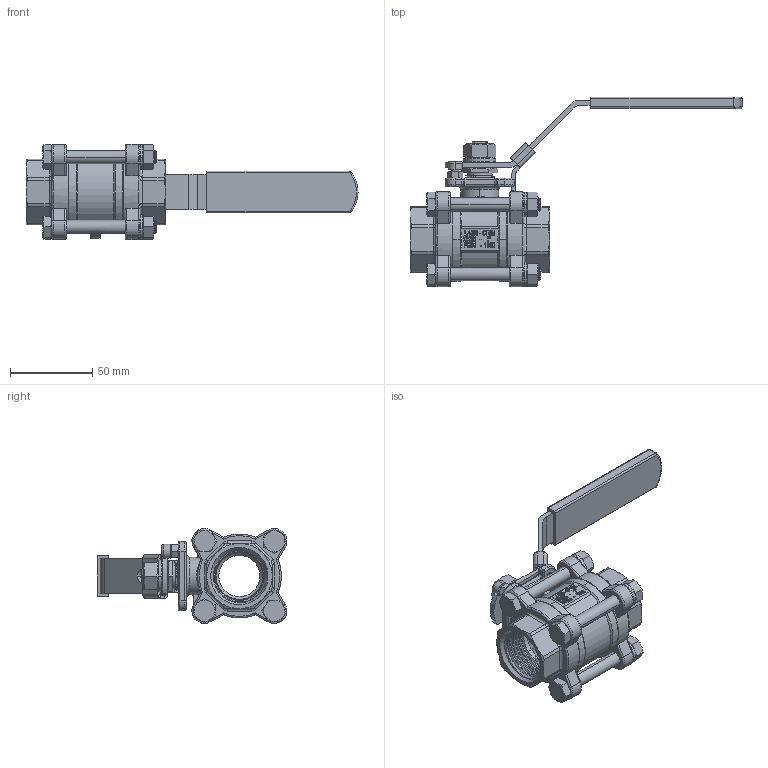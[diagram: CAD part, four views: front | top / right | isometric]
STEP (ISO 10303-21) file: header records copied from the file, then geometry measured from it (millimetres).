
FILE_DESCRIPTION (( 'STEP AP214' ), '1' );
FILE_NAME ('JV-32E 格蘭型.STEP', '2009-03-05T05:16:48', ( 'Colling' ), ( 'Collings' ), 'SwSTEP 2.0', 'SolidWorks 2005179', '' );
FILE_SCHEMA (( 'AUTOMOTIVE_DESIGN' ));
Length unit declared in the file: millimetre
Products named in the file (1): JV-32E 格蘭型
Bounding box: 201.95 x 115.51 x 57.83 mm (x, y, z)
Volume: 134586.4 mm3; surface area: 82597.7 mm2
Topology: 24 solids, 24 shells, 1579 faces, 4035 edges, 2538 vertices
Faces by surface type: cylinder 508, plane 477, bspline 229, cone 225, torus 122, sphere 18
Entity records: 118824 total; most frequent: CARTESIAN_POINT 66525, ORIENTED_EDGE 8038, DIRECTION 6140, EDGE_CURVE 4019, VERTEX_POINT 2538, AXIS2_PLACEMENT_3D 2251, EDGE_LOOP 1689, LINE 1638
